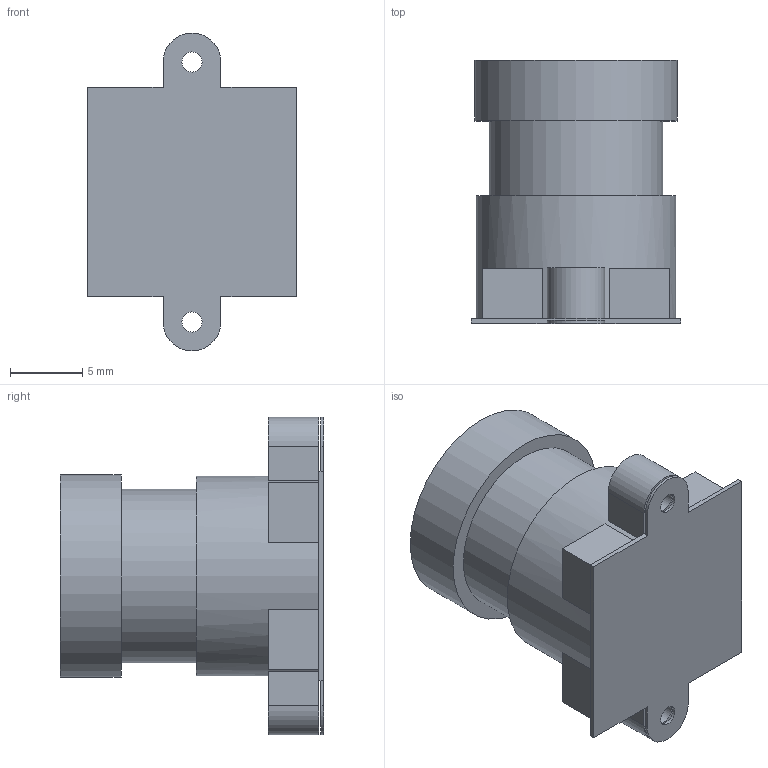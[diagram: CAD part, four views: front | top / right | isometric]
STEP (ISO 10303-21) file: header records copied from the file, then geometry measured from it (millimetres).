
FILE_DESCRIPTION(/* description */ (''),/* implementation_level */ '2;1');
FILE_NAME(/* name */ 'Camera_Lens.step',/* time_stamp */ '2019-08-23T11:59:27+02:00',/* author */ ('Kuba'),/* organization */ (''),/* preprocessor_version */ 'ST-DEVELOPER v17',/* originating_system */ 'Autodesk Inventor 2019',/* authorisation */ '');
FILE_SCHEMA (('AUTOMOTIVE_DESIGN { 1 0 10303 214 3 1 1 }'));
Length unit declared in the file: millimetre
Products named in the file (1): Camera_Lense
Bounding box: 14.5 x 18.22 x 22 mm (x, y, z)
Volume: 1933.1 mm3; surface area: 1972.5 mm2
Topology: 2 solids, 2 shells, 51 faces, 137 edges, 91 vertices
Faces by surface type: plane 37, cylinder 12, bspline 1, cone 1
Full cylindrical faces by diameter (mm): 1.4 x4, 7.5 x1, 12 x1, 13.8 x1, 14 x1
Entity records: 1756 total; most frequent: CARTESIAN_POINT 305, DIRECTION 281, ORIENTED_EDGE 272, EDGE_CURVE 136, AXIS2_PLACEMENT_3D 94, LINE 93, VECTOR 93, VERTEX_POINT 91
